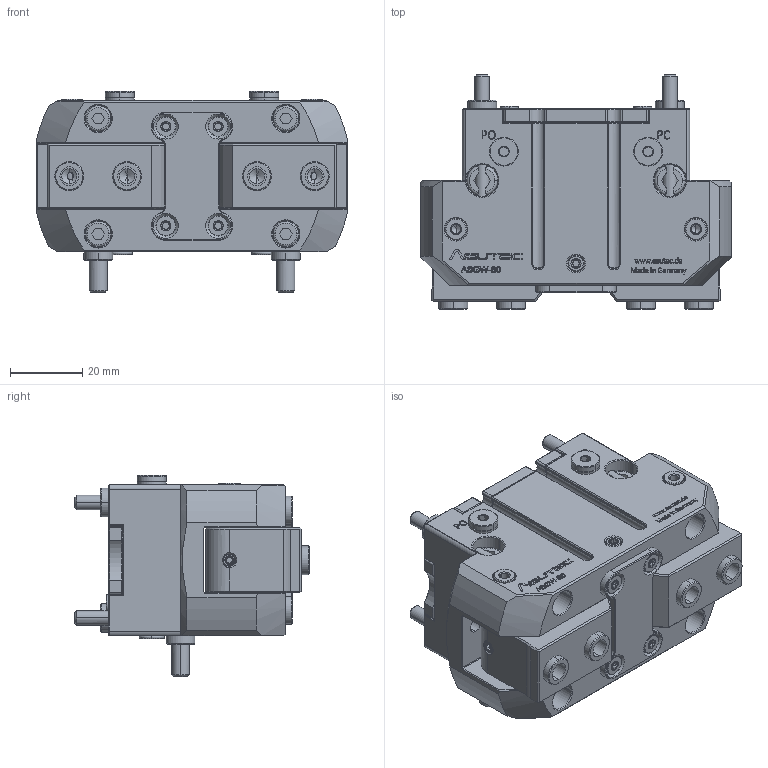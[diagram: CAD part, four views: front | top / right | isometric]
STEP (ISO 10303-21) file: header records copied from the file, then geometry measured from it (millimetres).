
FILE_DESCRIPTION (( 'STEP AP214' ), '1' );
FILE_NAME ('ASUTEC_ASGW-80.STEP', '2021-08-09T05:43:20', ( '' ), ( '' ), 'SwSTEP 2.0', 'SolidWorks 2020', '' );
FILE_SCHEMA (( 'AUTOMOTIVE_DESIGN' ));
Length unit declared in the file: millimetre
Products named in the file (1): ASUTEC_ASGW-80
Bounding box: 86 x 64.85 x 55.75 mm (x, y, z)
Volume: 133727.9 mm3; surface area: 50944.6 mm2
Topology: 4 solids, 28 shells, 2626 faces, 6549 edges, 4108 vertices
Faces by surface type: plane 815, cylinder 741, cone 538, bspline 428, torus 104
Entity records: 131125 total; most frequent: CARTESIAN_POINT 43571, ORIENTED_EDGE 13018, DIRECTION 10620, EDGE_CURVE 6509, VERTEX_POINT 4108, AXIS2_PLACEMENT_3D 3761, VECTOR 3098, LINE 3098
